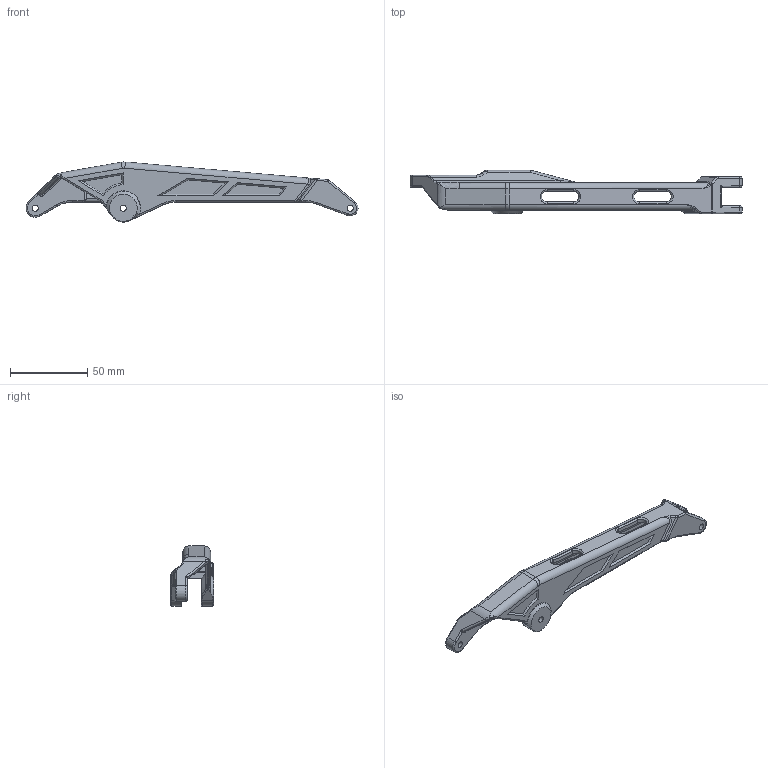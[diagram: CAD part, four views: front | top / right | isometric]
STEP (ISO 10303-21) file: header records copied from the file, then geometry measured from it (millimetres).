
FILE_DESCRIPTION(/* description */ ('STEP AP242','CAx-IF Rec.Pracs.---Representation and Presentation of Product Manufacturing Information (PMI)---4.0---2014-10-13','CAx-IF Rec.Pracs.---3D Tessellated Geometry---0.4---2014-09-14','2;1'),/* implementation_level */ '2;1');
FILE_NAME(/* name */ '68faf095e437c31596e4d4f2',/* time_stamp */ '2025-10-24T03:20:54Z',/* author */ (''),/* organization */ (''),/* preprocessor_version */ 'ST-DEVELOPER v20',/* originating_system */ 'ONSHAPE BY PTC INC, 1.205',/* authorisation */ ' ');
FILE_SCHEMA (('AP242_MANAGED_MODEL_BASED_3D_ENGINEERING_MIM_LF { 1 0 10303 442 1 1 4 }'));
Length unit declared in the file: metre
Products named in the file (1): 006_horarm
Bounding box: 214.99 x 28 x 38.89 mm (x, y, z)
Volume: 38871 mm3; surface area: 23901.5 mm2
Topology: 1 solids, 1 shells, 311 faces, 775 edges, 447 vertices
Faces by surface type: cylinder 115, plane 85, bspline 61, torus 37, sphere 9, cone 4
Full cylindrical faces by diameter (mm): 4 x5
Entity records: 9862 total; most frequent: CARTESIAN_POINT 2688, DIRECTION 1533, ORIENTED_EDGE 1506, EDGE_CURVE 753, AXIS2_PLACEMENT_3D 604, VERTEX_POINT 446, EDGE_LOOP 333, FACE_BOUND 333
